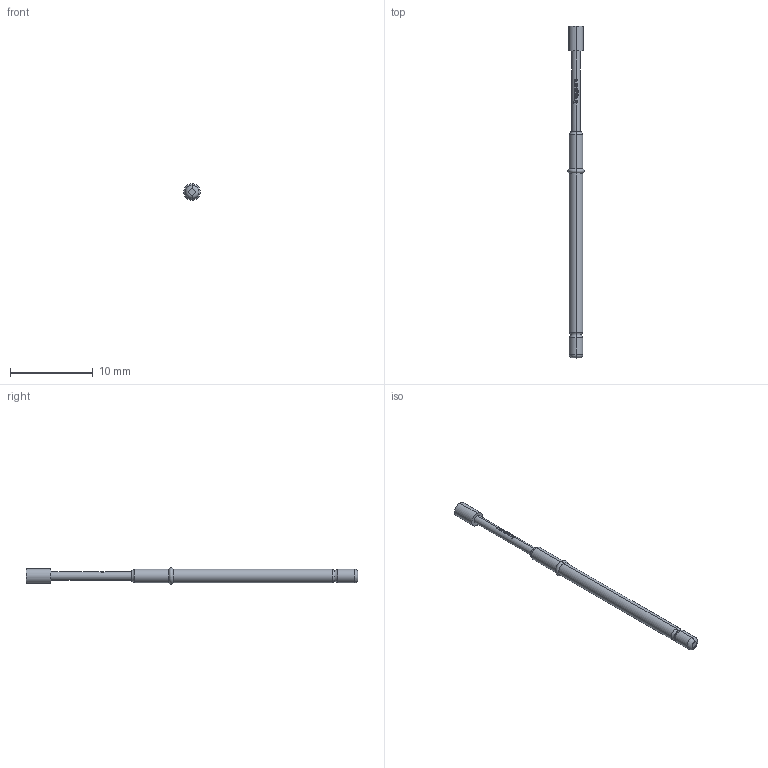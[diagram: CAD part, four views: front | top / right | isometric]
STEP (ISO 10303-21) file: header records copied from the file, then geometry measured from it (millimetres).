
FILE_DESCRIPTION (( 'STEP AP203' ), '1' );
FILE_NAME ('INGUN_GKS-412_303_180_A_xx05.STEP', '2022-02-01T11:21:42', ( 'ochi' ), ( '' ), 'SwSTEP 2.0', 'SolidWorks 2018', '' );
FILE_SCHEMA (( 'CONFIG_CONTROL_DESIGN' ));
Length unit declared in the file: millimetre
Products named in the file (1): INGUN_GKS-412_303_180_A_xx05
Bounding box: 2 x 40.2 x 2 mm (x, y, z)
Volume: 72.8 mm3; surface area: 198.2 mm2
Topology: 1 solids, 1 shells, 97 faces, 263 edges, 169 vertices
Faces by surface type: plane 43, bspline 22, cylinder 20, torus 10, cone 2
Entity records: 3388 total; most frequent: CARTESIAN_POINT 1028, ORIENTED_EDGE 522, DIRECTION 421, EDGE_CURVE 261, AXIS2_PLACEMENT_3D 170, VERTEX_POINT 169, EDGE_LOOP 100, ADVANCED_FACE 97
